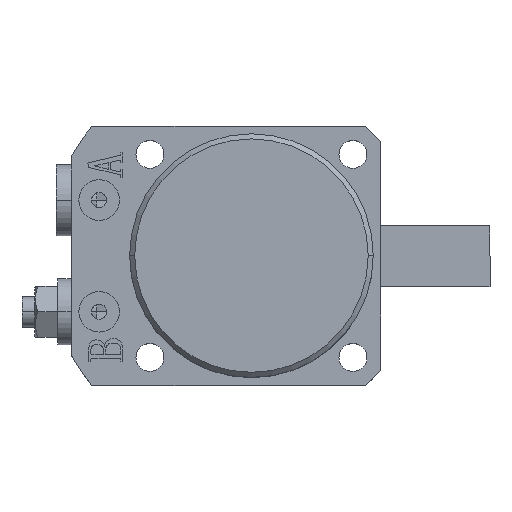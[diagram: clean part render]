
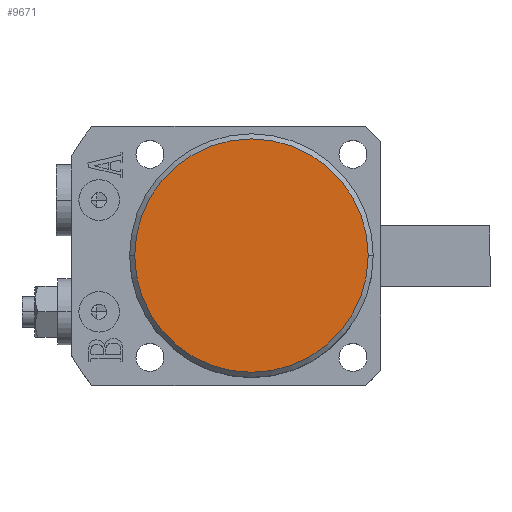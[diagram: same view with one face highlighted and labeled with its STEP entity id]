
A CAD part, top view. The second image highlights one B-rep face of the part: STEP entity #9671.
In plain terms, the highlighted planar face has unit normal (0, 0, 1).
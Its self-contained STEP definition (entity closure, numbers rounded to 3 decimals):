
#1556 = AXIS2_PLACEMENT_3D ( 'NONE', #5978, #5987, #5988 ) ;
#2832 = VERTEX_POINT ( 'NONE', #4859 ) ;
#2994 = CARTESIAN_POINT ( 'NONE',  ( 0., 0., 60. ) ) ;
#2995 = DIRECTION ( 'NONE',  ( 0., 0., 1. ) ) ;
#2996 = DIRECTION ( 'NONE',  ( 1., 0., 0. ) ) ;
#3481 = CIRCLE ( 'NONE', #7079, 23. ) ;
#3723 = CIRCLE ( 'NONE', #7121, 23. ) ;
#4095 = CARTESIAN_POINT ( 'NONE',  ( 0., 0., 60. ) ) ;
#4096 = DIRECTION ( 'NONE',  ( 0., 0., 1. ) ) ;
#4097 = DIRECTION ( 'NONE',  ( 1., 0., 0. ) ) ;
#4358 = EDGE_LOOP ( 'NONE', ( #6498, #6499 ) ) ;
#4859 = CARTESIAN_POINT ( 'NONE',  ( 23., 0., 60. ) ) ;
#5978 = CARTESIAN_POINT ( 'NONE',  ( 0., 0., 60. ) ) ;
#5984 = PLANE ( 'NONE',  #1556 ) ;
#5987 = DIRECTION ( 'NONE',  ( 0., 0., 1. ) ) ;
#5988 = DIRECTION ( 'NONE',  ( 1., 0., 0. ) ) ;
#6498 = ORIENTED_EDGE ( 'NONE', *, *, #8954, .T. ) ;
#6499 = ORIENTED_EDGE ( 'NONE', *, *, #8791, .T. ) ;
#7079 = AXIS2_PLACEMENT_3D ( 'NONE', #2994, #2995, #2996 ) ;
#7121 = AXIS2_PLACEMENT_3D ( 'NONE', #4095, #4096, #4097 ) ;
#7365 = FACE_OUTER_BOUND ( 'NONE', #4358, .T. ) ;
#7800 = CARTESIAN_POINT ( 'NONE',  ( -23., 0., 60. ) ) ;
#8791 = EDGE_CURVE ( 'NONE', #2832, #9732, #3481, .T. ) ;
#8954 = EDGE_CURVE ( 'NONE', #9732, #2832, #3723, .T. ) ;
#9671 = ADVANCED_FACE ( 'NONE', ( #7365 ), #5984, .T. ) ;
#9732 = VERTEX_POINT ( 'NONE', #7800 ) ;
